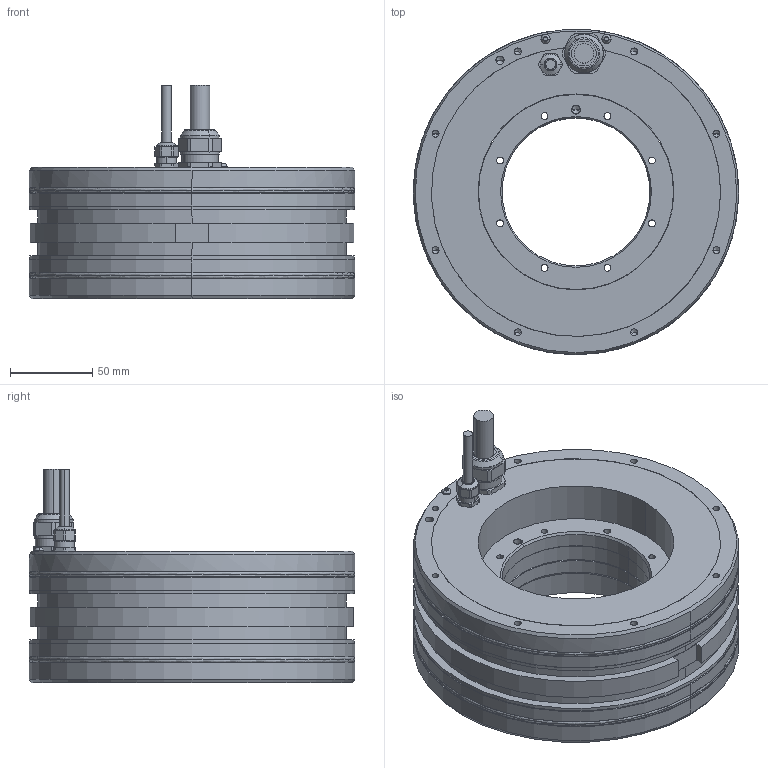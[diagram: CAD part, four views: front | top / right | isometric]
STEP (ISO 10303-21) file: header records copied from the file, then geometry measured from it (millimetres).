
FILE_DESCRIPTION((''),'2;1');
FILE_NAME('PRT0002','2016-06-01T',('ch5533'),(''),'PRO/ENGINEER BY PARAMETRIC TECHNOLOGY CORPORATION, 2014000','PRO/ENGINEER BY PARAMETRIC TECHNOLOGY CORPORATION, 2014000','');
FILE_SCHEMA(('CONFIG_CONTROL_DESIGN'));
Length unit declared in the file: millimetre
Products named in the file (1): PRT0002
Bounding box: 198 x 198 x 129.8 mm (x, y, z)
Volume: 1663310 mm3; surface area: 189252.3 mm2
Topology: 4 solids, 14 shells, 461 faces, 1096 edges, 663 vertices
Faces by surface type: cylinder 215, cone 100, plane 96, torus 38, revolution 8, sphere 4
Entity records: 17284 total; most frequent: CARTESIAN_POINT 2805, DIRECTION 2539, ORIENTED_EDGE 2112, AXIS2_PLACEMENT_3D 1073, EDGE_CURVE 1056, VERTEX_POINT 663, CIRCLE 620, EDGE_LOOP 543
